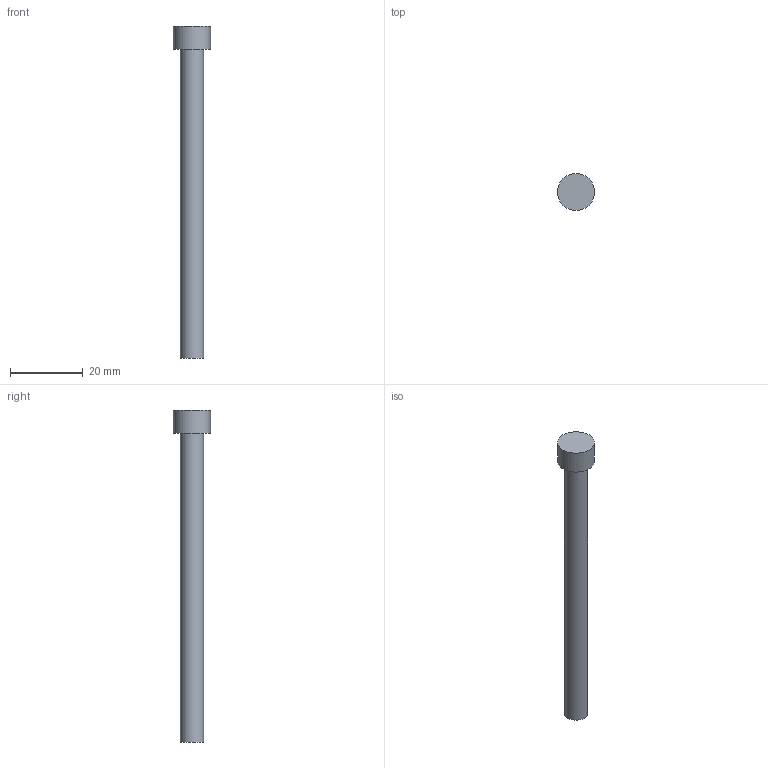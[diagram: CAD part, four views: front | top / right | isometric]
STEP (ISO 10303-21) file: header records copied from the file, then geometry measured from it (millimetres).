
FILE_DESCRIPTION(('HOOPS Exchange Step'),'2;1');
FILE_NAME('6144ff29afd6fe3974d865392e1cd11420200328-3288-u827az.sldprt.step','2020-03-28T05:22:42+00:00',('converter2'),('Unknown organisation'),'HOOPS Exchange 2019.2','HOOPS Exchange','Unknown authorisation');
FILE_SCHEMA( ('AUTOMOTIVE_DESIGN { 1 0 10303 214 1 1 1 1 }') );
Length unit declared in the file: inch
Products named in the file (2): Default; 6144ff29afd6fe3974d865392e1cd11420200328-3288-u827az
Assembly tree (1 placements, depth 2):
  6144ff29afd6fe3974d865392e1cd11420200328-3288-u827az
    Default
Bounding box: 10.16 x 10.16 x 91.06 mm (x, y, z)
Volume: 3197.5 mm3; surface area: 2054.7 mm2
Topology: 1 solids, 1 shells, 5 faces, 9 edges, 7 vertices
Faces by surface type: plane 3, cylinder 2
Full cylindrical faces by diameter (mm): 6.35 x1, 10.16 x1
Entity records: 185 total; most frequent: DIRECTION 32, CARTESIAN_POINT 24, ORIENTED_EDGE 18, AXIS2_PLACEMENT_3D 15, EDGE_CURVE 9, VERTEX_POINT 7, CIRCLE 7, EDGE_LOOP 6
